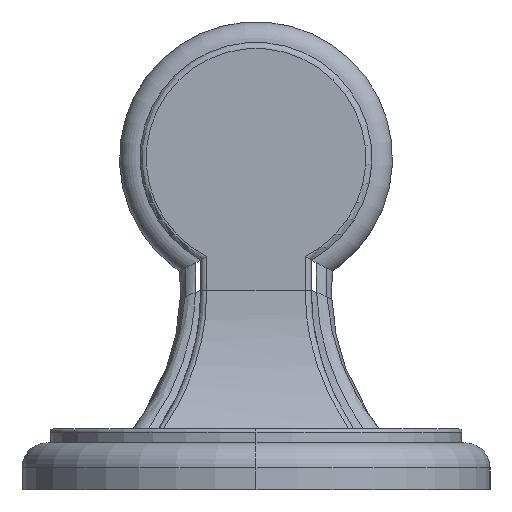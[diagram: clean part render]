
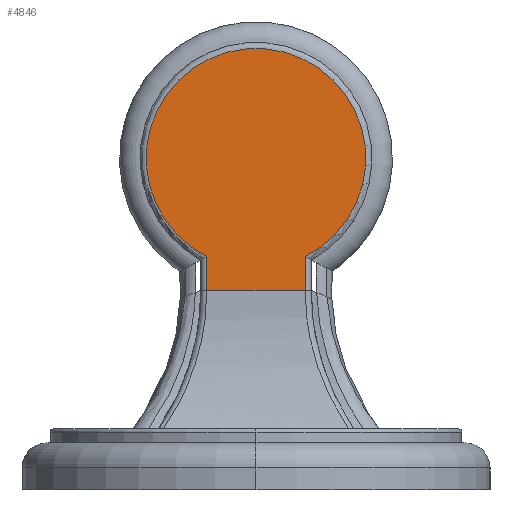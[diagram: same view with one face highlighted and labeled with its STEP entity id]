
A CAD part, left-side view. The second image highlights one B-rep face of the part: STEP entity #4846.
In plain terms, the highlighted planar face has unit normal (-1, 0, 0).
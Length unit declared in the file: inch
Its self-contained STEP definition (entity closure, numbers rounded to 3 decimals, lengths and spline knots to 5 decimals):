
#2981=CARTESIAN_POINT('',(-8.35417,0.31516,
1.27701));
#3009=CARTESIAN_POINT('',(-8.35417,-0.31516,
1.277));
#3439=DIRECTION('',(0.,0.,-1.));
#3440=VECTOR('',#3439,0.21848);
#3441=CARTESIAN_POINT('',(-8.35417,0.31517,
1.49549));
#3442=LINE('',#3441,#3440);
#3443=CARTESIAN_POINT('',(-8.35417,0.,2.125));
#3444=DIRECTION('',(1.,0.,0.));
#3445=DIRECTION('',(0.,0.448,-0.894));
#3446=AXIS2_PLACEMENT_3D('',#3443,#3444,#3445);
#3448=DIRECTION('',(0.,0.,1.));
#3449=VECTOR('',#3448,0.21848);
#3450=CARTESIAN_POINT('',(-8.35417,-0.31516,
1.277));
#3451=LINE('',#3450,#3449);
#3452=DIRECTION('',(0.,1.,0.));
#3453=VECTOR('',#3452,0.63033);
#3454=CARTESIAN_POINT('',(-8.35417,-0.31516,
1.277));
#3455=LINE('',#3454,#3453);
#3629=VERTEX_POINT('',#2981);
#3630=CARTESIAN_POINT('',(-8.35417,0.31517,
1.49549));
#3631=VERTEX_POINT('',#3630);
#3634=CARTESIAN_POINT('',(-8.35417,-0.31517,
1.49549));
#3635=VERTEX_POINT('',#3634);
#3640=VERTEX_POINT('',#3009);
#4833=CARTESIAN_POINT('',(-8.35417,-0.625,1.277));
#4834=DIRECTION('',(1.,0.,0.));
#4835=DIRECTION('',(0.,0.,1.));
#4836=AXIS2_PLACEMENT_3D('',#4833,#4834,#4835);
#4837=PLANE('',#4836);
#4839=ORIENTED_EDGE('',*,*,#4838,.F.);
#4840=ORIENTED_EDGE('',*,*,#4823,.T.);
#4842=ORIENTED_EDGE('',*,*,#4841,.F.);
#4843=ORIENTED_EDGE('',*,*,#3862,.T.);
#4844=EDGE_LOOP('',(#4839,#4840,#4842,#4843));
#4845=FACE_OUTER_BOUND('',#4844,.F.);
#4846=ADVANCED_FACE('',(#4845),#4837,.F.);
#3447=CIRCLE('',#3446,0.704);
#3862=EDGE_CURVE('',#3640,#3629,#3455,.T.);
#4823=EDGE_CURVE('',#3631,#3635,#3447,.T.);
#4838=EDGE_CURVE('',#3631,#3629,#3442,.T.);
#4841=EDGE_CURVE('',#3640,#3635,#3451,.T.);
